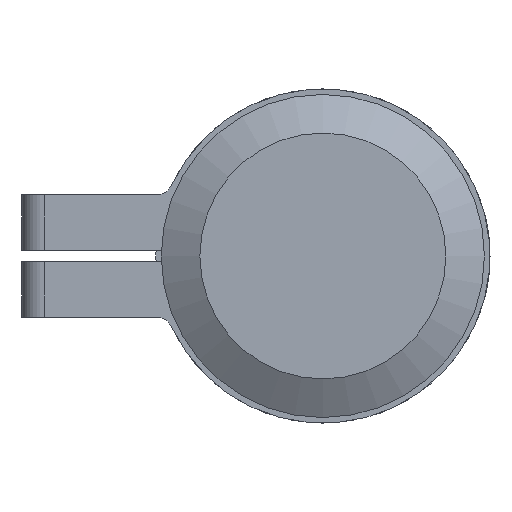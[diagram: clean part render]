
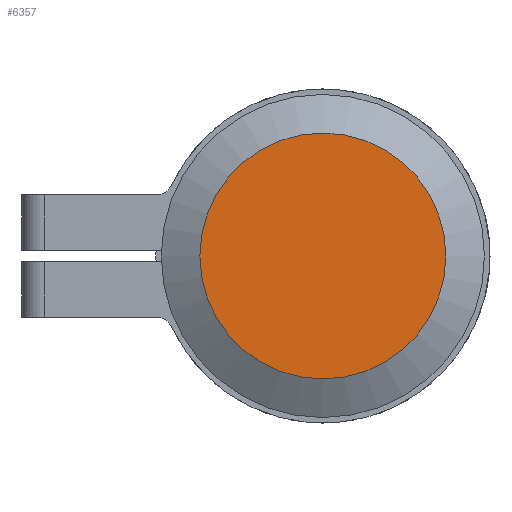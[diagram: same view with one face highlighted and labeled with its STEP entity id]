
A CAD part, front view. The second image highlights one B-rep face of the part: STEP entity #6357.
In plain terms, the highlighted face is planar.
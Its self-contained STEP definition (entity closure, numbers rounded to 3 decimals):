
#1523=FACE_OUTER_BOUND('',#1892,.T.);
#1892=EDGE_LOOP('',(#4157));
#2297=CIRCLE('',#6841,5.518);
#2529=VERTEX_POINT('',#9498);
#3178=EDGE_CURVE('',#2529,#2529,#2297,.T.);
#4157=ORIENTED_EDGE('',*,*,#3178,.T.);
#6072=PLANE('',#6842);
#6357=ADVANCED_FACE('',(#1523),#6072,.T.);
#6841=AXIS2_PLACEMENT_3D('',#9499,#7540,#7541);
#6842=AXIS2_PLACEMENT_3D('',#9501,#7543,#7544);
#7540=DIRECTION('center_axis',(0.,1.,0.));
#7541=DIRECTION('ref_axis',(-1.,0.,0.));
#7543=DIRECTION('center_axis',(0.,1.,0.));
#7544=DIRECTION('ref_axis',(0.,0.,1.));
#9498=CARTESIAN_POINT('',(5.518,122.,0.));
#9499=CARTESIAN_POINT('Origin',(0.,122.,0.));
#9501=CARTESIAN_POINT('Origin',(-2.759,122.,0.));
